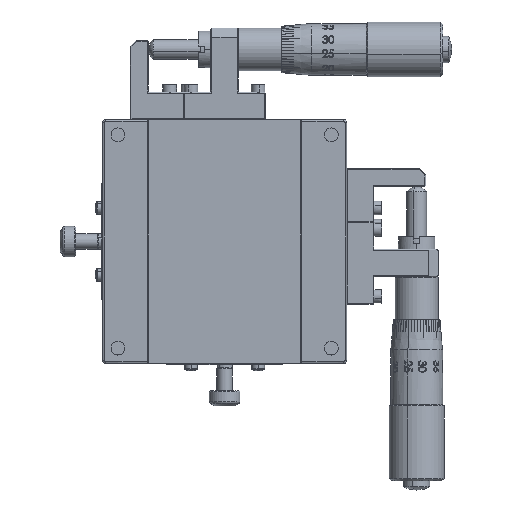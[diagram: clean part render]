
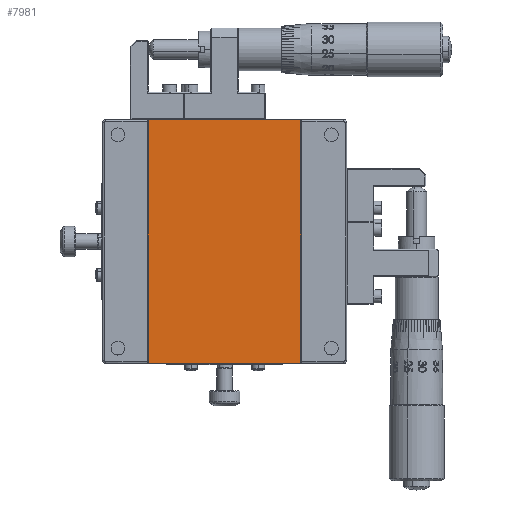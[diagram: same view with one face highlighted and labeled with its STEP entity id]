
A CAD part, front view. The second image highlights one B-rep face of the part: STEP entity #7981.
In plain terms, the highlighted planar face has unit normal (0, -1, 0).
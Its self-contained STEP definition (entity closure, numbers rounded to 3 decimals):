
#2329 = VERTEX_POINT ( 'NONE', #62721 ) ;
#7135 = EDGE_CURVE ( 'NONE', #2329, #133759, #130528, .T. ) ;
#7981 = ADVANCED_FACE ( 'NONE', ( #24915 ), #19218, .F. ) ;
#11996 = LINE ( 'NONE', #17655, #147245 ) ;
#17655 = CARTESIAN_POINT ( 'NONE',  ( -25., 0.3, -40. ) ) ;
#19218 = PLANE ( 'NONE',  #68935 ) ;
#24915 = FACE_OUTER_BOUND ( 'NONE', #97329, .T. ) ;
#44753 = DIRECTION ( 'NONE',  ( 0., 0., 1. ) ) ;
#46681 = VECTOR ( 'NONE', #60600, 1000. ) ;
#56817 = CARTESIAN_POINT ( 'NONE',  ( -25., 0.3, -39.958 ) ) ;
#60600 = DIRECTION ( 'NONE',  ( 0., 0., 1. ) ) ;
#62721 = CARTESIAN_POINT ( 'NONE',  ( 25., 0.3, 39.958 ) ) ;
#67264 = DIRECTION ( 'NONE',  ( -1., 0., 0. ) ) ;
#68935 = AXIS2_PLACEMENT_3D ( 'NONE', #108160, #120965, #44753 ) ;
#73373 = CARTESIAN_POINT ( 'NONE',  ( 25., 0.3, -40. ) ) ;
#80211 = EDGE_CURVE ( 'NONE', #126291, #133759, #11996, .T. ) ;
#80431 = LINE ( 'NONE', #73373, #46681 ) ;
#92365 = CARTESIAN_POINT ( 'NONE',  ( 25., 0.3, 39.958 ) ) ;
#93809 = DIRECTION ( 'NONE',  ( 0., 0., 1. ) ) ;
#94731 = CARTESIAN_POINT ( 'NONE',  ( -25., 0.3, -39.958 ) ) ;
#95537 = ORIENTED_EDGE ( 'NONE', *, *, #7135, .T. ) ;
#97329 = EDGE_LOOP ( 'NONE', ( #152201, #129684, #155834, #95537 ) ) ;
#108160 = CARTESIAN_POINT ( 'NONE',  ( -25., 0.3, -40. ) ) ;
#109250 = VERTEX_POINT ( 'NONE', #162886 ) ;
#114612 = LINE ( 'NONE', #56817, #152429 ) ;
#120965 = DIRECTION ( 'NONE',  ( 0., 1., 0. ) ) ;
#126291 = VERTEX_POINT ( 'NONE', #94731 ) ;
#126514 = VECTOR ( 'NONE', #67264, 1000. ) ;
#129684 = ORIENTED_EDGE ( 'NONE', *, *, #132257, .T. ) ;
#130528 = LINE ( 'NONE', #92365, #126514 ) ;
#132257 = EDGE_CURVE ( 'NONE', #126291, #109250, #114612, .T. ) ;
#133759 = VERTEX_POINT ( 'NONE', #148191 ) ;
#145865 = DIRECTION ( 'NONE',  ( 1., 0., 0. ) ) ;
#147245 = VECTOR ( 'NONE', #93809, 1000. ) ;
#148191 = CARTESIAN_POINT ( 'NONE',  ( -25., 0.3, 39.958 ) ) ;
#149062 = EDGE_CURVE ( 'NONE', #109250, #2329, #80431, .T. ) ;
#152201 = ORIENTED_EDGE ( 'NONE', *, *, #80211, .F. ) ;
#152429 = VECTOR ( 'NONE', #145865, 1000. ) ;
#155834 = ORIENTED_EDGE ( 'NONE', *, *, #149062, .T. ) ;
#162886 = CARTESIAN_POINT ( 'NONE',  ( 25., 0.3, -39.958 ) ) ;
